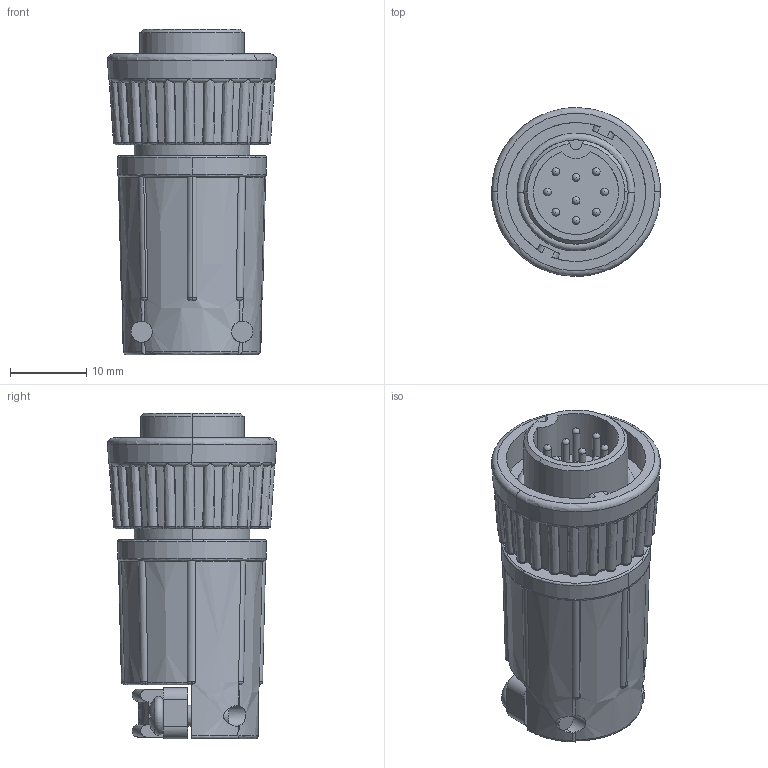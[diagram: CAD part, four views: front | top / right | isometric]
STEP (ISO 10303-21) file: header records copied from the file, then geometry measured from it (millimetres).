
FILE_DESCRIPTION (( 'STEP AP203' ), '1' );
FILE_NAME ('3282-9PG-528.STEP', '2013-11-07T15:03:40', ( '21FPBF1' ), ( 'Conxall' ), 'SwSTEP 2.0', 'SolidWorks 2012', '' );
FILE_SCHEMA (( 'CONFIG_CONTROL_DESIGN' ));
Length unit declared in the file: inch
Products named in the file (1): 3282-9PG-528
Bounding box: 22.22 x 22.22 x 42.8 mm (x, y, z)
Volume: 9664.2 mm3; surface area: 5219.1 mm2
Topology: 1 solids, 1 shells, 447 faces, 1295 edges, 861 vertices
Faces by surface type: plane 156, bspline 118, cylinder 84, cone 39, torus 36, sphere 14
Entity records: 24290 total; most frequent: CARTESIAN_POINT 14694, ORIENTED_EDGE 2520, EDGE_CURVE 1260, DIRECTION 1237, VERTEX_POINT 838, B_SPLINE_CURVE_WITH_KNOTS 708, EDGE_LOOP 474, AXIS2_PLACEMENT_3D 465
